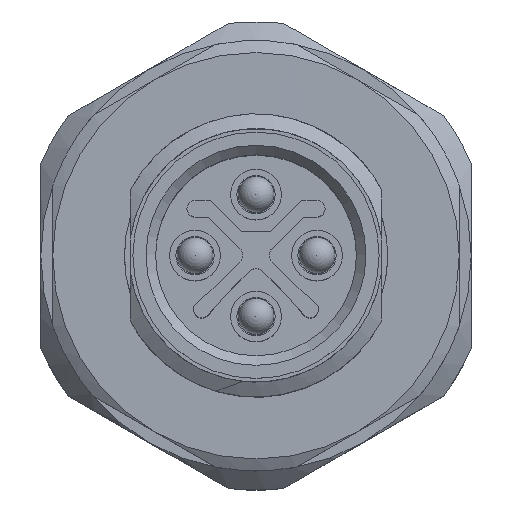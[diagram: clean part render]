
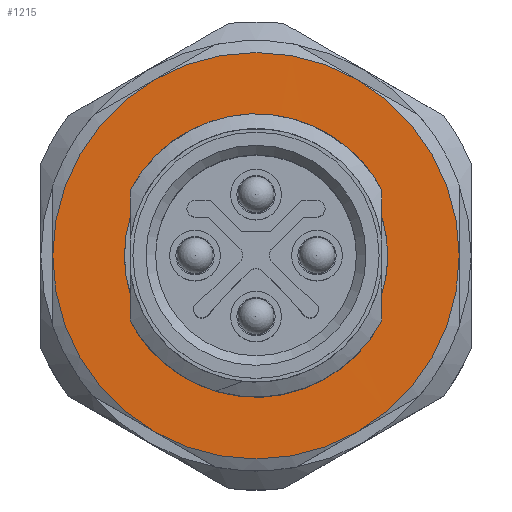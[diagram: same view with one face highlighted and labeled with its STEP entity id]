
A CAD part, top view. The second image highlights one B-rep face of the part: STEP entity #1215.
In plain terms, the highlighted planar face has unit normal (0, 0, 1).
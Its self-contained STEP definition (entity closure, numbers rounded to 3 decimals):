
#752=B_SPLINE_CURVE_WITH_KNOTS('',3,(#6135,#6136,#6137,#6138,#6139,#6140),
 .UNSPECIFIED.,.F.,.F.,(4,2,4),(0.,0.5,1.),.UNSPECIFIED.);
#755=B_SPLINE_CURVE_WITH_KNOTS('',3,(#6155,#6156,#6157,#6158),
 .UNSPECIFIED.,.F.,.F.,(4,4),(0.,1.),.UNSPECIFIED.);
#758=B_SPLINE_CURVE_WITH_KNOTS('',3,(#6170,#6171,#6172,#6173),
 .UNSPECIFIED.,.F.,.F.,(4,4),(0.,1.),.UNSPECIFIED.);
#760=B_SPLINE_CURVE_WITH_KNOTS('',3,(#6180,#6181,#6182,#6183),
 .UNSPECIFIED.,.F.,.F.,(4,4),(0.,1.),.UNSPECIFIED.);
#764=B_SPLINE_CURVE_WITH_KNOTS('',3,(#6208,#6209,#6210,#6211),
 .UNSPECIFIED.,.F.,.F.,(4,4),(0.,1.),.UNSPECIFIED.);
#765=B_SPLINE_CURVE_WITH_KNOTS('',3,(#6272,#6273,#6274,#6275),
 .UNSPECIFIED.,.F.,.F.,(4,4),(0.,1.),.UNSPECIFIED.);
#766=B_SPLINE_CURVE_WITH_KNOTS('',3,(#6281,#6282,#6283,#6284),
 .UNSPECIFIED.,.F.,.F.,(4,4),(0.,1.),.UNSPECIFIED.);
#767=B_SPLINE_CURVE_WITH_KNOTS('',3,(#6289,#6290,#6291,#6292),
 .UNSPECIFIED.,.F.,.F.,(4,4),(0.,1.),.UNSPECIFIED.);
#1215=ADVANCED_FACE('',(#1531,#1532),#1464,.T.);
#1464=PLANE('',#4818);
#1531=FACE_BOUND('',#1673,.T.);
#1532=FACE_BOUND('',#1674,.T.);
#1673=EDGE_LOOP('',(#2113,#2114,#2115,#2116,#2117,#2118,#2119,#2120,#2121,
#2122));
#1674=EDGE_LOOP('',(#2123,#2124,#2125,#2126,#2127,#2128));
#2113=ORIENTED_EDGE('',*,*,#3993,.F.);
#2114=ORIENTED_EDGE('',*,*,#3989,.F.);
#2115=ORIENTED_EDGE('',*,*,#3975,.T.);
#2116=ORIENTED_EDGE('',*,*,#3978,.T.);
#2117=ORIENTED_EDGE('',*,*,#3988,.T.);
#2118=ORIENTED_EDGE('',*,*,#3992,.F.);
#2119=ORIENTED_EDGE('',*,*,#3994,.F.);
#2120=ORIENTED_EDGE('',*,*,#3983,.F.);
#2121=ORIENTED_EDGE('',*,*,#3981,.T.);
#2122=ORIENTED_EDGE('',*,*,#3995,.F.);
#2123=ORIENTED_EDGE('',*,*,#3973,.F.);
#2124=ORIENTED_EDGE('',*,*,#3972,.F.);
#2125=ORIENTED_EDGE('',*,*,#3971,.F.);
#2126=ORIENTED_EDGE('',*,*,#3970,.F.);
#2127=ORIENTED_EDGE('',*,*,#3969,.F.);
#2128=ORIENTED_EDGE('',*,*,#3968,.F.);
#3431=VERTEX_POINT('',#6025);
#3434=VERTEX_POINT('',#6041);
#3437=VERTEX_POINT('',#6057);
#3440=VERTEX_POINT('',#6073);
#3443=VERTEX_POINT('',#6089);
#3446=VERTEX_POINT('',#6105);
#3448=VERTEX_POINT('',#6134);
#3449=VERTEX_POINT('',#6141);
#3451=VERTEX_POINT('',#6154);
#3452=VERTEX_POINT('',#6168);
#3454=VERTEX_POINT('',#6174);
#3455=VERTEX_POINT('',#6184);
#3458=VERTEX_POINT('',#6207);
#3459=VERTEX_POINT('',#6276);
#3460=VERTEX_POINT('',#6280);
#3461=VERTEX_POINT('',#6287);
#3968=EDGE_CURVE('',#3446,#3431,#4651,.T.);
#3969=EDGE_CURVE('',#3431,#3434,#4652,.T.);
#3970=EDGE_CURVE('',#3434,#3437,#4653,.T.);
#3971=EDGE_CURVE('',#3437,#3440,#4654,.T.);
#3972=EDGE_CURVE('',#3440,#3443,#4655,.T.);
#3973=EDGE_CURVE('',#3443,#3446,#4656,.T.);
#3975=EDGE_CURVE('',#3449,#3448,#752,.T.);
#3978=EDGE_CURVE('',#3448,#3451,#755,.T.);
#3981=EDGE_CURVE('',#3454,#3452,#758,.T.);
#3983=EDGE_CURVE('',#3454,#3455,#760,.T.);
#3988=EDGE_CURVE('',#3451,#3458,#764,.T.);
#3989=EDGE_CURVE('',#3449,#3459,#765,.T.);
#3992=EDGE_CURVE('',#3460,#3458,#766,.T.);
#3993=EDGE_CURVE('',#3459,#3461,#4657,.T.);
#3994=EDGE_CURVE('',#3455,#3460,#4658,.T.);
#3995=EDGE_CURVE('',#3461,#3452,#767,.T.);
#4651=CIRCLE('',#4798,8.5);
#4652=CIRCLE('',#4800,8.5);
#4653=CIRCLE('',#4802,8.5);
#4654=CIRCLE('',#4804,8.5);
#4655=CIRCLE('',#4806,8.5);
#4656=CIRCLE('',#4808,8.5);
#4657=CIRCLE('',#4816,5.5);
#4658=CIRCLE('',#4817,5.5);
#4798=AXIS2_PLACEMENT_3D('',#6111,#5193,#5194);
#4800=AXIS2_PLACEMENT_3D('',#6113,#5197,#5198);
#4802=AXIS2_PLACEMENT_3D('',#6115,#5201,#5202);
#4804=AXIS2_PLACEMENT_3D('',#6117,#5205,#5206);
#4806=AXIS2_PLACEMENT_3D('',#6119,#5209,#5210);
#4808=AXIS2_PLACEMENT_3D('',#6121,#5213,#5214);
#4816=AXIS2_PLACEMENT_3D('',#6286,#5232,#5233);
#4817=AXIS2_PLACEMENT_3D('',#6288,#5234,#5235);
#4818=AXIS2_PLACEMENT_3D('',#6293,#5236,#5237);
#5193=DIRECTION('',(0.,0.,-1.));
#5194=DIRECTION('',(0.5,0.866,0.));
#5197=DIRECTION('',(0.,0.,-1.));
#5198=DIRECTION('',(1.,0.,0.));
#5201=DIRECTION('',(0.,0.,-1.));
#5202=DIRECTION('',(0.5,-0.866,0.));
#5205=DIRECTION('',(0.,0.,-1.));
#5206=DIRECTION('',(-0.5,-0.866,0.));
#5209=DIRECTION('',(0.,0.,-1.));
#5210=DIRECTION('',(-1.,0.,0.));
#5213=DIRECTION('',(0.,0.,-1.));
#5214=DIRECTION('',(-0.5,0.866,0.));
#5232=DIRECTION('',(0.,0.,1.));
#5233=DIRECTION('',(1.,0.,0.));
#5234=DIRECTION('',(0.,0.,1.));
#5235=DIRECTION('',(1.,0.,0.));
#5236=DIRECTION('',(0.,0.,1.));
#5237=DIRECTION('',(1.,0.,0.));
#6025=CARTESIAN_POINT('',(8.5,0.,-0.5));
#6041=CARTESIAN_POINT('',(4.25,-7.361,-0.5));
#6057=CARTESIAN_POINT('',(-4.25,-7.361,-0.5));
#6073=CARTESIAN_POINT('',(-8.5,0.,-0.5));
#6089=CARTESIAN_POINT('',(-4.25,7.361,-0.5));
#6105=CARTESIAN_POINT('',(4.25,7.361,-0.5));
#6111=CARTESIAN_POINT('',(0.,0.,-0.5));
#6113=CARTESIAN_POINT('',(0.,0.,-0.5));
#6115=CARTESIAN_POINT('',(0.,0.,-0.5));
#6117=CARTESIAN_POINT('',(0.,0.,-0.5));
#6119=CARTESIAN_POINT('',(0.,0.,-0.5));
#6121=CARTESIAN_POINT('',(0.,0.,-0.5));
#6134=CARTESIAN_POINT('',(1.019,5.836,-0.498));
#6135=CARTESIAN_POINT('',(-5.25,1.746,-0.5));
#6136=CARTESIAN_POINT('',(-4.89,3.046,-0.5));
#6137=CARTESIAN_POINT('',(-4.056,4.183,-0.5));
#6138=CARTESIAN_POINT('',(-1.77,5.686,-0.5));
#6139=CARTESIAN_POINT('',(-0.364,6.013,-0.5));
#6140=CARTESIAN_POINT('',(1.019,5.837,-0.5));
#6141=CARTESIAN_POINT('',(-5.25,1.746,-0.5));
#6154=CARTESIAN_POINT('',(4.738,3.557,-0.5));
#6155=CARTESIAN_POINT('',(1.019,5.837,-0.5));
#6156=CARTESIAN_POINT('',(2.496,5.577,-0.5));
#6157=CARTESIAN_POINT('',(3.833,4.765,-0.5));
#6158=CARTESIAN_POINT('',(4.738,3.557,-0.5));
#6168=CARTESIAN_POINT('',(3.495,-4.251,-0.499));
#6170=CARTESIAN_POINT('',(5.25,-2.071,-0.5));
#6171=CARTESIAN_POINT('',(4.846,-2.965,-0.5));
#6172=CARTESIAN_POINT('',(4.262,-3.692,-0.5));
#6173=CARTESIAN_POINT('',(3.497,-4.253,-0.5));
#6174=CARTESIAN_POINT('',(5.25,-2.071,-0.5));
#6180=CARTESIAN_POINT('',(5.25,-2.071,-0.5));
#6181=CARTESIAN_POINT('',(5.25,-1.927,-0.5));
#6182=CARTESIAN_POINT('',(5.25,-1.783,-0.5));
#6183=CARTESIAN_POINT('',(5.25,-1.639,-0.5));
#6184=CARTESIAN_POINT('',(5.25,-1.639,-0.5));
#6207=CARTESIAN_POINT('',(5.25,2.639,-0.5));
#6208=CARTESIAN_POINT('',(4.738,3.557,-0.5));
#6209=CARTESIAN_POINT('',(4.937,3.264,-0.5));
#6210=CARTESIAN_POINT('',(5.108,2.958,-0.5));
#6211=CARTESIAN_POINT('',(5.25,2.639,-0.5));
#6272=CARTESIAN_POINT('',(-5.25,1.746,-0.5));
#6273=CARTESIAN_POINT('',(-5.25,1.711,-0.5));
#6274=CARTESIAN_POINT('',(-5.25,1.675,-0.5));
#6275=CARTESIAN_POINT('',(-5.25,1.639,-0.5));
#6276=CARTESIAN_POINT('',(-5.25,1.639,-0.5));
#6280=CARTESIAN_POINT('',(5.25,1.639,-0.5));
#6281=CARTESIAN_POINT('',(5.25,1.639,-0.5));
#6282=CARTESIAN_POINT('',(5.25,1.973,-0.5));
#6283=CARTESIAN_POINT('',(5.25,2.306,-0.5));
#6284=CARTESIAN_POINT('',(5.25,2.639,-0.5));
#6286=CARTESIAN_POINT('',(0.,0.,-0.5));
#6287=CARTESIAN_POINT('',(3.408,-4.314,-0.499));
#6288=CARTESIAN_POINT('',(0.,0.,-0.5));
#6289=CARTESIAN_POINT('',(3.409,-4.316,-0.5));
#6290=CARTESIAN_POINT('',(3.437,-4.294,-0.5));
#6291=CARTESIAN_POINT('',(3.465,-4.271,-0.5));
#6292=CARTESIAN_POINT('',(3.493,-4.248,-0.5));
#6293=CARTESIAN_POINT('',(7.75,0.,-0.5));
